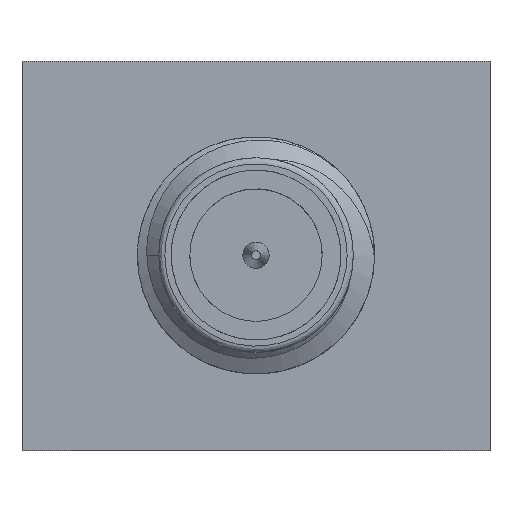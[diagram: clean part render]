
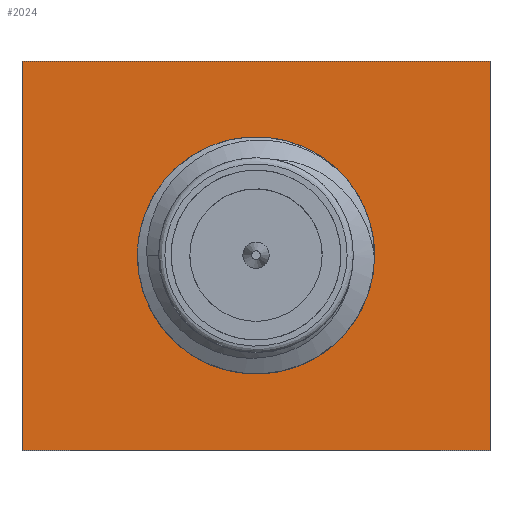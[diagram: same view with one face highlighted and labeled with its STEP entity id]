
A CAD part, top view. The second image highlights one B-rep face of the part: STEP entity #2024.
In plain terms, the highlighted planar face has unit normal (0, 0, 1).
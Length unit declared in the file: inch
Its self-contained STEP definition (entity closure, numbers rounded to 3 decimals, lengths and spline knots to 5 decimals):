
#40 = FACE_OUTER_BOUND ( 'NONE', #876, .T. ) ;
#91 = ORIENTED_EDGE ( 'NONE', *, *, #2078, .T. ) ;
#355 = CIRCLE ( 'NONE', #1632, 0.083 ) ;
#420 = LINE ( 'NONE', #3251, #3258 ) ;
#572 = AXIS2_PLACEMENT_3D ( 'NONE', #2049, #3066, #1798 ) ;
#640 = ORIENTED_EDGE ( 'NONE', *, *, #894, .T. ) ;
#668 = EDGE_CURVE ( 'NONE', #2127, #1653, #420, .T. ) ;
#715 = DIRECTION ( 'NONE',  ( -1., 0., 0. ) ) ;
#788 = VECTOR ( 'NONE', #2667, 39.37008 ) ;
#821 = ORIENTED_EDGE ( 'NONE', *, *, #1833, .T. ) ;
#826 = ORIENTED_EDGE ( 'NONE', *, *, #2228, .T. ) ;
#876 = EDGE_LOOP ( 'NONE', ( #640, #91, #821, #2923 ) ) ;
#894 = EDGE_CURVE ( 'NONE', #1653, #3059, #1160, .T. ) ;
#965 = CARTESIAN_POINT ( 'NONE',  ( 0.1875, -0.156, 0. ) ) ;
#1034 = CARTESIAN_POINT ( 'NONE',  ( -0.1875, -0.156, 0. ) ) ;
#1059 = PLANE ( 'NONE',  #572 ) ;
#1113 = CARTESIAN_POINT ( 'NONE',  ( -0.1875, -0.156, 0. ) ) ;
#1160 = LINE ( 'NONE', #1172, #2360 ) ;
#1172 = CARTESIAN_POINT ( 'NONE',  ( 0.1875, -0.156, 0. ) ) ;
#1277 = CARTESIAN_POINT ( 'NONE',  ( -0.083, 0., 0. ) ) ;
#1334 = CARTESIAN_POINT ( 'NONE',  ( -0.1875, 0.156, 0. ) ) ;
#1347 = CARTESIAN_POINT ( 'NONE',  ( -0.1875, 0.156, 0. ) ) ;
#1406 = VERTEX_POINT ( 'NONE', #1334 ) ;
#1459 = DIRECTION ( 'NONE',  ( 0., 0., -1. ) ) ;
#1463 = DIRECTION ( 'NONE',  ( 0., 1., 0. ) ) ;
#1632 = AXIS2_PLACEMENT_3D ( 'NONE', #1684, #1459, #715 ) ;
#1653 = VERTEX_POINT ( 'NONE', #965 ) ;
#1684 = CARTESIAN_POINT ( 'NONE',  ( 0., 0., 0. ) ) ;
#1798 = DIRECTION ( 'NONE',  ( 0., -1., 0. ) ) ;
#1833 = EDGE_CURVE ( 'NONE', #1406, #2127, #2542, .T. ) ;
#1878 = LINE ( 'NONE', #1347, #788 ) ;
#1978 = DIRECTION ( 'NONE',  ( 1., 0., 0. ) ) ;
#1980 = VECTOR ( 'NONE', #3253, 39.37008 ) ;
#2024 = ADVANCED_FACE ( 'NONE', ( #2296, #40 ), #1059, .F. ) ;
#2049 = CARTESIAN_POINT ( 'NONE',  ( 0., 0., 0. ) ) ;
#2071 = CARTESIAN_POINT ( 'NONE',  ( 0.1875, 0.156, 0. ) ) ;
#2078 = EDGE_CURVE ( 'NONE', #3059, #1406, #1878, .T. ) ;
#2127 = VERTEX_POINT ( 'NONE', #1113 ) ;
#2228 = EDGE_CURVE ( 'NONE', #2813, #2813, #355, .T. ) ;
#2289 = EDGE_LOOP ( 'NONE', ( #826 ) ) ;
#2296 = FACE_BOUND ( 'NONE', #2289, .T. ) ;
#2360 = VECTOR ( 'NONE', #1463, 39.37008 ) ;
#2542 = LINE ( 'NONE', #1034, #1980 ) ;
#2667 = DIRECTION ( 'NONE',  ( -1., 0., 0. ) ) ;
#2813 = VERTEX_POINT ( 'NONE', #1277 ) ;
#2923 = ORIENTED_EDGE ( 'NONE', *, *, #668, .T. ) ;
#3059 = VERTEX_POINT ( 'NONE', #2071 ) ;
#3066 = DIRECTION ( 'NONE',  ( 0., 0., -1. ) ) ;
#3251 = CARTESIAN_POINT ( 'NONE',  ( -0.1875, -0.156, 0. ) ) ;
#3253 = DIRECTION ( 'NONE',  ( 0., -1., 0. ) ) ;
#3258 = VECTOR ( 'NONE', #1978, 39.37008 ) ;
